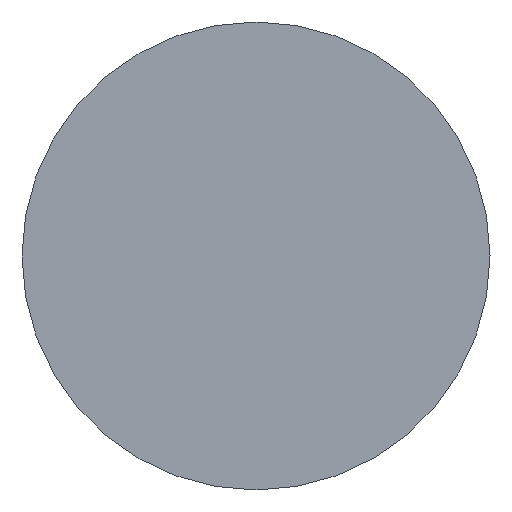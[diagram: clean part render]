
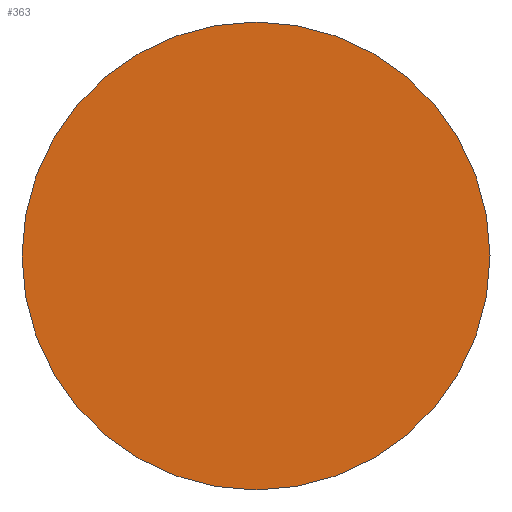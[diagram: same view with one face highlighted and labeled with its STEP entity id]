
A CAD part, front view. The second image highlights one B-rep face of the part: STEP entity #363.
In plain terms, the highlighted planar face has unit normal (0, -1, 0).
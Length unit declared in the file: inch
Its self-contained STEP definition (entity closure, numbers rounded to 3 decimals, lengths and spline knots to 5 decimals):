
#19 = CARTESIAN_POINT ( 'NONE',  ( 0., 0., 0. ) ) ;
#27 = VERTEX_POINT ( 'NONE', #45 ) ;
#45 = CARTESIAN_POINT ( 'NONE',  ( 0., 0., 0.1875 ) ) ;
#107 = AXIS2_PLACEMENT_3D ( 'NONE', #442, #129, #231 ) ;
#127 = PLANE ( 'NONE',  #379 ) ;
#129 = DIRECTION ( 'NONE',  ( 0., -1., 0. ) ) ;
#140 = CIRCLE ( 'NONE', #107, 0.1875 ) ;
#200 = DIRECTION ( 'NONE',  ( 0., -1., 0. ) ) ;
#203 = EDGE_CURVE ( 'NONE', #27, #301, #140, .T. ) ;
#231 = DIRECTION ( 'NONE',  ( 0., 0., -1. ) ) ;
#241 = CARTESIAN_POINT ( 'NONE',  ( 0., 0., 0. ) ) ;
#288 = EDGE_LOOP ( 'NONE', ( #413, #329 ) ) ;
#297 = AXIS2_PLACEMENT_3D ( 'NONE', #19, #200, #341 ) ;
#301 = VERTEX_POINT ( 'NONE', #408 ) ;
#329 = ORIENTED_EDGE ( 'NONE', *, *, #203, .T. ) ;
#341 = DIRECTION ( 'NONE',  ( 0., 0., -1. ) ) ;
#363 = ADVANCED_FACE ( 'NONE', ( #437 ), #127, .T. ) ;
#379 = AXIS2_PLACEMENT_3D ( 'NONE', #241, #458, #386 ) ;
#386 = DIRECTION ( 'NONE',  ( 0., 0., -1. ) ) ;
#408 = CARTESIAN_POINT ( 'NONE',  ( 0., 0., -0.1875 ) ) ;
#413 = ORIENTED_EDGE ( 'NONE', *, *, #450, .T. ) ;
#417 = CIRCLE ( 'NONE', #297, 0.1875 ) ;
#437 = FACE_OUTER_BOUND ( 'NONE', #288, .T. ) ;
#442 = CARTESIAN_POINT ( 'NONE',  ( 0., 0., 0. ) ) ;
#450 = EDGE_CURVE ( 'NONE', #301, #27, #417, .T. ) ;
#458 = DIRECTION ( 'NONE',  ( 0., -1., 0. ) ) ;
